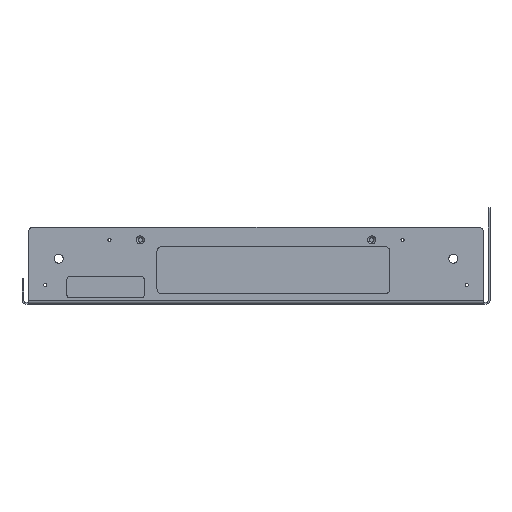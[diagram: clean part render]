
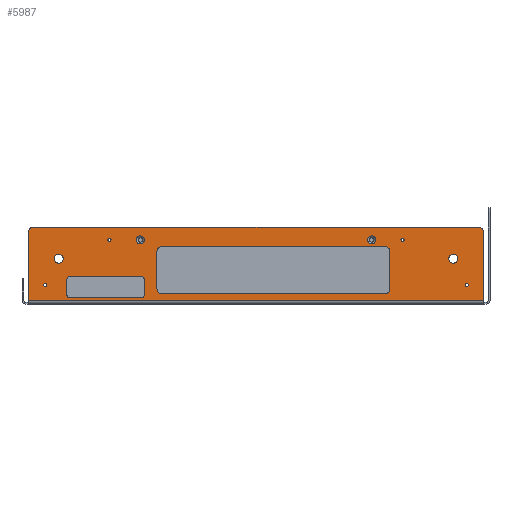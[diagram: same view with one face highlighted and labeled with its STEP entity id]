
A CAD part, left-side view. The second image highlights one B-rep face of the part: STEP entity #5987.
In plain terms, the highlighted planar face has unit normal (-1, 0, 0).
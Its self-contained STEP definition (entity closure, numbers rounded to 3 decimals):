
#207=FACE_BOUND('',#1472,.T.);
#208=FACE_BOUND('',#1473,.T.);
#209=FACE_BOUND('',#1474,.T.);
#210=FACE_BOUND('',#1475,.T.);
#211=FACE_BOUND('',#1476,.T.);
#212=FACE_BOUND('',#1477,.T.);
#213=FACE_BOUND('',#1478,.T.);
#214=FACE_BOUND('',#1479,.T.);
#215=FACE_BOUND('',#1480,.T.);
#216=FACE_BOUND('',#1481,.T.);
#225=CIRCLE('',#6008,4.);
#227=CIRCLE('',#6012,4.);
#229=CIRCLE('',#6016,4.);
#231=CIRCLE('',#6020,4.);
#281=CIRCLE('',#6109,3.15);
#284=CIRCLE('',#6114,3.15);
#330=CIRCLE('',#6185,4.);
#342=CIRCLE('',#6200,4.);
#517=CIRCLE('',#6545,3.5);
#519=CIRCLE('',#6549,3.5);
#521=CIRCLE('',#6554,2.);
#522=CIRCLE('',#6557,2.);
#523=CIRCLE('',#6560,2.);
#524=CIRCLE('',#6563,2.);
#525=CIRCLE('',#6566,1.23);
#527=CIRCLE('',#6570,1.23);
#529=CIRCLE('',#6574,1.23);
#531=CIRCLE('',#6578,1.23);
#989=FACE_OUTER_BOUND('',#1471,.T.);
#1471=EDGE_LOOP('',(#5533,#5534,#5535,#5536,#5537,#5538));
#1472=EDGE_LOOP('',(#5539));
#1473=EDGE_LOOP('',(#5540));
#1474=EDGE_LOOP('',(#5541,#5542,#5543,#5544,#5545,#5546,#5547,#5548));
#1475=EDGE_LOOP('',(#5549));
#1476=EDGE_LOOP('',(#5550));
#1477=EDGE_LOOP('',(#5551,#5552,#5553,#5554,#5555,#5556,#5557,#5558));
#1478=EDGE_LOOP('',(#5559));
#1479=EDGE_LOOP('',(#5560));
#1480=EDGE_LOOP('',(#5561));
#1481=EDGE_LOOP('',(#5562));
#1501=LINE('',#8403,#2009);
#1507=LINE('',#8418,#2015);
#1509=LINE('',#8427,#2017);
#1514=LINE('',#8439,#2022);
#1631=LINE('',#8886,#2139);
#1962=LINE('',#9945,#2470);
#1966=LINE('',#9955,#2474);
#1969=LINE('',#9962,#2477);
#1971=LINE('',#9968,#2479);
#1973=LINE('',#9999,#2481);
#1977=LINE('',#10011,#2485);
#1984=LINE('',#10029,#2492);
#2009=VECTOR('',#6665,29.);
#2015=VECTOR('',#6679,173.);
#2017=VECTOR('',#6689,173.);
#2022=VECTOR('',#6702,29.);
#2139=VECTOR('',#7147,346.);
#2470=VECTOR('',#8216,12.5);
#2474=VECTOR('',#8226,12.5);
#2477=VECTOR('',#8235,56.);
#2479=VECTOR('',#8243,56.);
#2481=VECTOR('',#8283,53.);
#2485=VECTOR('',#8295,53.);
#2492=VECTOR('',#8320,354.);
#2515=VERTEX_POINT('',#8393);
#2516=VERTEX_POINT('',#8394);
#2519=VERTEX_POINT('',#8402);
#2521=VERTEX_POINT('',#8408);
#2522=VERTEX_POINT('',#8409);
#2525=VERTEX_POINT('',#8420);
#2527=VERTEX_POINT('',#8426);
#2529=VERTEX_POINT('',#8432);
#2613=VERTEX_POINT('',#8670);
#2616=VERTEX_POINT('',#8678);
#2693=VERTEX_POINT('',#8876);
#2694=VERTEX_POINT('',#8878);
#2696=VERTEX_POINT('',#8884);
#2714=VERTEX_POINT('',#8924);
#3049=VERTEX_POINT('',#9925);
#3051=VERTEX_POINT('',#9931);
#3053=VERTEX_POINT('',#9938);
#3054=VERTEX_POINT('',#9939);
#3055=VERTEX_POINT('',#9944);
#3056=VERTEX_POINT('',#9948);
#3057=VERTEX_POINT('',#9949);
#3058=VERTEX_POINT('',#9954);
#3059=VERTEX_POINT('',#9958);
#3060=VERTEX_POINT('',#9964);
#3061=VERTEX_POINT('',#9970);
#3063=VERTEX_POINT('',#9976);
#3065=VERTEX_POINT('',#9982);
#3067=VERTEX_POINT('',#9988);
#3070=VERTEX_POINT('',#9998);
#3074=VERTEX_POINT('',#10009);
#3101=EDGE_CURVE('',#2515,#2516,#225,.T.);
#3105=EDGE_CURVE('',#2519,#2516,#1501,.T.);
#3108=EDGE_CURVE('',#2521,#2522,#227,.T.);
#3113=EDGE_CURVE('',#2515,#2522,#1507,.T.);
#3114=EDGE_CURVE('',#2519,#2525,#229,.T.);
#3117=EDGE_CURVE('',#2527,#2525,#1509,.T.);
#3120=EDGE_CURVE('',#2527,#2529,#231,.T.);
#3124=EDGE_CURVE('',#2521,#2529,#1514,.T.);
#3235=EDGE_CURVE('',#2613,#2613,#281,.T.);
#3238=EDGE_CURVE('',#2616,#2616,#284,.T.);
#3335=EDGE_CURVE('',#2693,#2694,#330,.T.);
#3339=EDGE_CURVE('',#2693,#2696,#1631,.T.);
#3358=EDGE_CURVE('',#2714,#2696,#342,.T.);
#3854=EDGE_CURVE('',#3049,#3049,#517,.T.);
#3856=EDGE_CURVE('',#3051,#3051,#519,.T.);
#3858=EDGE_CURVE('',#3053,#3054,#521,.T.);
#3861=EDGE_CURVE('',#3055,#3054,#1962,.T.);
#3863=EDGE_CURVE('',#3056,#3057,#522,.T.);
#3866=EDGE_CURVE('',#3058,#3057,#1966,.T.);
#3868=EDGE_CURVE('',#3055,#3059,#523,.T.);
#3870=EDGE_CURVE('',#3056,#3059,#1969,.T.);
#3871=EDGE_CURVE('',#3058,#3060,#524,.T.);
#3873=EDGE_CURVE('',#3053,#3060,#1971,.T.);
#3874=EDGE_CURVE('',#3061,#3061,#525,.T.);
#3876=EDGE_CURVE('',#3063,#3063,#527,.T.);
#3878=EDGE_CURVE('',#3065,#3065,#529,.T.);
#3880=EDGE_CURVE('',#3067,#3067,#531,.T.);
#3884=EDGE_CURVE('',#3070,#2694,#1973,.T.);
#3891=EDGE_CURVE('',#2714,#3074,#1977,.T.);
#3900=EDGE_CURVE('',#3070,#3074,#1984,.T.);
#5533=ORIENTED_EDGE('',*,*,#3335,.F.);
#5534=ORIENTED_EDGE('',*,*,#3339,.T.);
#5535=ORIENTED_EDGE('',*,*,#3358,.F.);
#5536=ORIENTED_EDGE('',*,*,#3891,.T.);
#5537=ORIENTED_EDGE('',*,*,#3900,.F.);
#5538=ORIENTED_EDGE('',*,*,#3884,.T.);
#5539=ORIENTED_EDGE('',*,*,#3235,.T.);
#5540=ORIENTED_EDGE('',*,*,#3238,.T.);
#5541=ORIENTED_EDGE('',*,*,#3113,.T.);
#5542=ORIENTED_EDGE('',*,*,#3108,.F.);
#5543=ORIENTED_EDGE('',*,*,#3124,.T.);
#5544=ORIENTED_EDGE('',*,*,#3120,.F.);
#5545=ORIENTED_EDGE('',*,*,#3117,.T.);
#5546=ORIENTED_EDGE('',*,*,#3114,.F.);
#5547=ORIENTED_EDGE('',*,*,#3105,.T.);
#5548=ORIENTED_EDGE('',*,*,#3101,.F.);
#5549=ORIENTED_EDGE('',*,*,#3854,.T.);
#5550=ORIENTED_EDGE('',*,*,#3856,.T.);
#5551=ORIENTED_EDGE('',*,*,#3873,.T.);
#5552=ORIENTED_EDGE('',*,*,#3871,.F.);
#5553=ORIENTED_EDGE('',*,*,#3866,.T.);
#5554=ORIENTED_EDGE('',*,*,#3863,.F.);
#5555=ORIENTED_EDGE('',*,*,#3870,.T.);
#5556=ORIENTED_EDGE('',*,*,#3868,.F.);
#5557=ORIENTED_EDGE('',*,*,#3861,.T.);
#5558=ORIENTED_EDGE('',*,*,#3858,.F.);
#5559=ORIENTED_EDGE('',*,*,#3874,.T.);
#5560=ORIENTED_EDGE('',*,*,#3876,.T.);
#5561=ORIENTED_EDGE('',*,*,#3878,.T.);
#5562=ORIENTED_EDGE('',*,*,#3880,.T.);
#5695=PLANE('',#6603);
#5987=ADVANCED_FACE('',(#989,#207,#208,#209,#210,#211,#212,#213,#214,#215,
#216),#5695,.T.);
#6008=AXIS2_PLACEMENT_3D('',#8395,#6657,#6658);
#6012=AXIS2_PLACEMENT_3D('',#8410,#6670,#6671);
#6016=AXIS2_PLACEMENT_3D('',#8421,#6682,#6683);
#6020=AXIS2_PLACEMENT_3D('',#8433,#6694,#6695);
#6109=AXIS2_PLACEMENT_3D('',#8671,#6937,#6938);
#6114=AXIS2_PLACEMENT_3D('',#8679,#6947,#6948);
#6185=AXIS2_PLACEMENT_3D('',#8879,#7140,#7141);
#6200=AXIS2_PLACEMENT_3D('',#8925,#7181,#7182);
#6545=AXIS2_PLACEMENT_3D('',#9926,#8192,#8193);
#6549=AXIS2_PLACEMENT_3D('',#9932,#8200,#8201);
#6554=AXIS2_PLACEMENT_3D('',#9940,#8210,#8211);
#6557=AXIS2_PLACEMENT_3D('',#9950,#8220,#8221);
#6560=AXIS2_PLACEMENT_3D('',#9959,#8230,#8231);
#6563=AXIS2_PLACEMENT_3D('',#9965,#8238,#8239);
#6566=AXIS2_PLACEMENT_3D('',#9971,#8246,#8247);
#6570=AXIS2_PLACEMENT_3D('',#9977,#8254,#8255);
#6574=AXIS2_PLACEMENT_3D('',#9983,#8262,#8263);
#6578=AXIS2_PLACEMENT_3D('',#9989,#8270,#8271);
#6603=AXIS2_PLACEMENT_3D('',#10042,#8339,#8340);
#6657=DIRECTION('center_axis',(-1.,0.,0.));
#6658=DIRECTION('ref_axis',(0.,-0.707,-0.707));
#6665=DIRECTION('',(0.,0.,-1.));
#6670=DIRECTION('center_axis',(-1.,0.,0.));
#6671=DIRECTION('ref_axis',(0.,0.707,-0.707));
#6679=DIRECTION('',(0.,1.,0.));
#6682=DIRECTION('center_axis',(-1.,0.,0.));
#6683=DIRECTION('ref_axis',(0.,-0.707,0.707));
#6689=DIRECTION('',(0.,-1.,0.));
#6694=DIRECTION('center_axis',(-1.,0.,0.));
#6695=DIRECTION('ref_axis',(0.,0.707,0.707));
#6702=DIRECTION('',(0.,0.,1.));
#6937=DIRECTION('center_axis',(1.,0.,0.));
#6938=DIRECTION('ref_axis',(0.,0.,1.));
#6947=DIRECTION('center_axis',(1.,0.,0.));
#6948=DIRECTION('ref_axis',(0.,0.,1.));
#7140=DIRECTION('center_axis',(1.,0.,0.));
#7141=DIRECTION('ref_axis',(0.,-0.707,0.707));
#7147=DIRECTION('',(0.,1.,0.));
#7181=DIRECTION('center_axis',(1.,0.,0.));
#7182=DIRECTION('ref_axis',(0.,0.707,0.707));
#8192=DIRECTION('center_axis',(1.,0.,0.));
#8193=DIRECTION('ref_axis',(0.,0.,-1.));
#8200=DIRECTION('center_axis',(1.,0.,0.));
#8201=DIRECTION('ref_axis',(0.,0.,-1.));
#8210=DIRECTION('center_axis',(-1.,0.,0.));
#8211=DIRECTION('ref_axis',(0.,-0.707,-0.707));
#8216=DIRECTION('',(0.,0.,-1.));
#8220=DIRECTION('center_axis',(-1.,0.,0.));
#8221=DIRECTION('ref_axis',(0.,0.707,0.707));
#8226=DIRECTION('',(0.,0.,1.));
#8230=DIRECTION('center_axis',(-1.,0.,0.));
#8231=DIRECTION('ref_axis',(0.,-0.707,0.707));
#8235=DIRECTION('',(0.,-1.,0.));
#8238=DIRECTION('center_axis',(-1.,0.,0.));
#8239=DIRECTION('ref_axis',(0.,0.707,-0.707));
#8243=DIRECTION('',(0.,1.,0.));
#8246=DIRECTION('center_axis',(1.,0.,0.));
#8247=DIRECTION('ref_axis',(0.,0.,-1.));
#8254=DIRECTION('center_axis',(1.,0.,0.));
#8255=DIRECTION('ref_axis',(0.,0.,-1.));
#8262=DIRECTION('center_axis',(1.,0.,0.));
#8263=DIRECTION('ref_axis',(0.,0.,-1.));
#8270=DIRECTION('center_axis',(1.,0.,0.));
#8271=DIRECTION('ref_axis',(0.,0.,-1.));
#8283=DIRECTION('',(0.,0.,1.));
#8295=DIRECTION('',(0.,0.,-1.));
#8320=DIRECTION('',(0.,1.,0.));
#8339=DIRECTION('center_axis',(-1.,0.,0.));
#8340=DIRECTION('ref_axis',(0.,0.,1.));
#8393=CARTESIAN_POINT('',(-242.5,-100.,8.));
#8394=CARTESIAN_POINT('',(-242.5,-104.,12.));
#8395=CARTESIAN_POINT('Origin',(-242.5,-100.,12.));
#8402=CARTESIAN_POINT('',(-242.5,-104.,41.));
#8403=CARTESIAN_POINT('',(-242.5,-104.,4.));
#8408=CARTESIAN_POINT('',(-242.5,77.,12.));
#8409=CARTESIAN_POINT('',(-242.5,73.,8.));
#8410=CARTESIAN_POINT('Origin',(-242.5,73.,12.));
#8418=CARTESIAN_POINT('',(-242.5,-52.5,8.));
#8420=CARTESIAN_POINT('',(-242.5,-100.,45.));
#8421=CARTESIAN_POINT('Origin',(-242.5,-100.,41.));
#8426=CARTESIAN_POINT('',(-242.5,73.,45.));
#8427=CARTESIAN_POINT('',(-242.5,-143.,45.));
#8432=CARTESIAN_POINT('',(-242.5,77.,41.));
#8433=CARTESIAN_POINT('Origin',(-242.5,73.,41.));
#8439=CARTESIAN_POINT('',(-242.5,77.,22.5));
#8670=CARTESIAN_POINT('',(-242.5,-90.,53.15));
#8671=CARTESIAN_POINT('Origin',(-242.5,-90.,50.));
#8678=CARTESIAN_POINT('',(-242.5,90.,53.15));
#8679=CARTESIAN_POINT('Origin',(-242.5,90.,50.));
#8876=CARTESIAN_POINT('',(-242.5,-173.,60.));
#8878=CARTESIAN_POINT('',(-242.5,-177.,56.));
#8879=CARTESIAN_POINT('Origin',(-242.5,-173.,56.));
#8884=CARTESIAN_POINT('',(-242.5,173.,60.));
#8886=CARTESIAN_POINT('',(-242.5,-182.,60.));
#8924=CARTESIAN_POINT('',(-242.5,177.,56.));
#8925=CARTESIAN_POINT('Origin',(-242.5,173.,56.));
#9925=CARTESIAN_POINT('',(-242.5,153.5,39.));
#9926=CARTESIAN_POINT('Origin',(-242.5,153.5,35.5));
#9931=CARTESIAN_POINT('',(-242.5,-153.5,39.));
#9932=CARTESIAN_POINT('Origin',(-242.5,-153.5,35.5));
#9938=CARTESIAN_POINT('',(-242.5,89.,5.));
#9939=CARTESIAN_POINT('',(-242.5,87.,7.));
#9940=CARTESIAN_POINT('Origin',(-242.5,89.,7.));
#9944=CARTESIAN_POINT('',(-242.5,87.,19.5));
#9945=CARTESIAN_POINT('',(-242.5,87.,2.5));
#9948=CARTESIAN_POINT('',(-242.5,145.,21.5));
#9949=CARTESIAN_POINT('',(-242.5,147.,19.5));
#9950=CARTESIAN_POINT('Origin',(-242.5,145.,19.5));
#9954=CARTESIAN_POINT('',(-242.5,147.,7.));
#9955=CARTESIAN_POINT('',(-242.5,147.,10.75));
#9958=CARTESIAN_POINT('',(-242.5,89.,21.5));
#9959=CARTESIAN_POINT('Origin',(-242.5,89.,19.5));
#9962=CARTESIAN_POINT('',(-242.5,-47.5,21.5));
#9964=CARTESIAN_POINT('',(-242.5,145.,5.));
#9965=CARTESIAN_POINT('Origin',(-242.5,145.,7.));
#9968=CARTESIAN_POINT('',(-242.5,-17.5,5.));
#9970=CARTESIAN_POINT('',(-242.5,164.,16.23));
#9971=CARTESIAN_POINT('Origin',(-242.5,164.,15.));
#9976=CARTESIAN_POINT('',(-242.5,114.,51.23));
#9977=CARTESIAN_POINT('Origin',(-242.5,114.,50.));
#9982=CARTESIAN_POINT('',(-242.5,-164.,16.23));
#9983=CARTESIAN_POINT('Origin',(-242.5,-164.,15.));
#9988=CARTESIAN_POINT('',(-242.5,-114.,51.23));
#9989=CARTESIAN_POINT('Origin',(-242.5,-114.,50.));
#9998=CARTESIAN_POINT('',(-242.5,-177.,3.));
#9999=CARTESIAN_POINT('',(-242.5,-177.,0.));
#10009=CARTESIAN_POINT('',(-242.5,177.,3.));
#10011=CARTESIAN_POINT('',(-242.5,177.,0.));
#10029=CARTESIAN_POINT('',(-242.5,-91.,3.));
#10042=CARTESIAN_POINT('Origin',(-242.5,-182.,0.));
